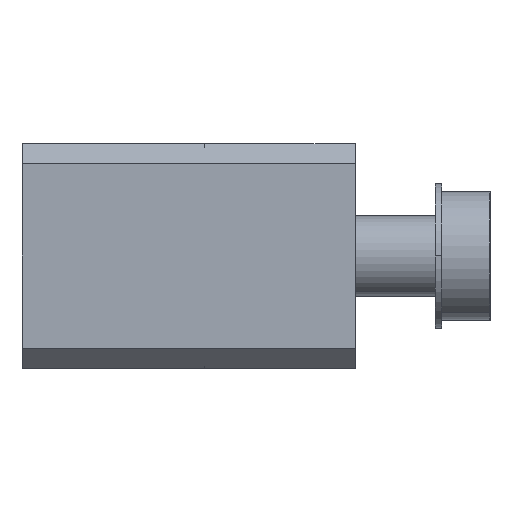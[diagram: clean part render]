
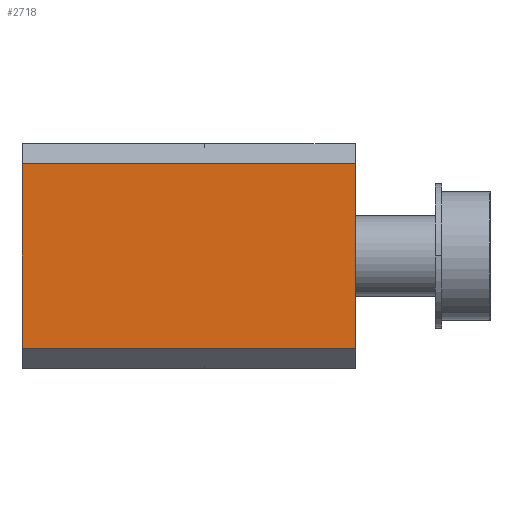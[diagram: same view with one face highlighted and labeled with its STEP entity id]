
A CAD part, left-side view. The second image highlights one B-rep face of the part: STEP entity #2718.
In plain terms, the highlighted planar face has unit normal (-1, 0, 0).
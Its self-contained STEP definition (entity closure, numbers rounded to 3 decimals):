
#390=DIRECTION('',(0.,0.,-1.));
#391=VECTOR('',#390,23.);
#392=CARTESIAN_POINT('',(-96.5,23.999,264.));
#393=LINE('',#392,#391);
#394=DIRECTION('',(0.,1.,0.));
#395=VECTOR('',#394,41.5);
#396=CARTESIAN_POINT('',(-96.5,23.999,264.));
#397=LINE('',#396,#395);
#402=DIRECTION('',(0.,0.,-1.));
#403=VECTOR('',#402,23.);
#404=CARTESIAN_POINT('',(-96.5,65.499,264.));
#405=LINE('',#404,#403);
#428=DIRECTION('',(0.,-1.,0.));
#429=VECTOR('',#428,41.5);
#430=CARTESIAN_POINT('',(-96.5,65.499,241.));
#431=LINE('',#430,#429);
#2005=CARTESIAN_POINT('',(-96.5,23.999,264.));
#2007=VERTEX_POINT('',#2005);
#2019=CARTESIAN_POINT('',(-96.5,23.999,241.));
#2020=VERTEX_POINT('',#2019);
#2021=CARTESIAN_POINT('',(-96.5,65.499,241.));
#2022=VERTEX_POINT('',#2021);
#2023=CARTESIAN_POINT('',(-96.5,65.499,264.));
#2024=VERTEX_POINT('',#2023);
#2704=CARTESIAN_POINT('',(-96.5,44.749,252.5));
#2705=DIRECTION('',(1.,0.,0.));
#2706=DIRECTION('',(0.,1.,0.));
#2707=AXIS2_PLACEMENT_3D('',#2704,#2705,#2706);
#2708=PLANE('',#2707);
#2710=ORIENTED_EDGE('',*,*,#2709,.F.);
#2711=ORIENTED_EDGE('',*,*,#2667,.T.);
#2713=ORIENTED_EDGE('',*,*,#2712,.F.);
#2715=ORIENTED_EDGE('',*,*,#2714,.F.);
#2716=EDGE_LOOP('',(#2710,#2711,#2713,#2715));
#2717=FACE_OUTER_BOUND('',#2716,.F.);
#2667=EDGE_CURVE('',#2007,#2020,#393,.T.);
#2709=EDGE_CURVE('',#2007,#2024,#397,.T.);
#2712=EDGE_CURVE('',#2022,#2020,#431,.T.);
#2714=EDGE_CURVE('',#2024,#2022,#405,.T.);
#2718=ADVANCED_FACE('',(#2717),#2708,.F.);
